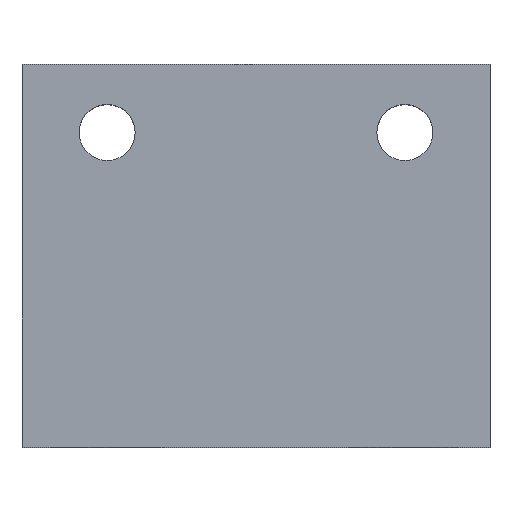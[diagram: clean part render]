
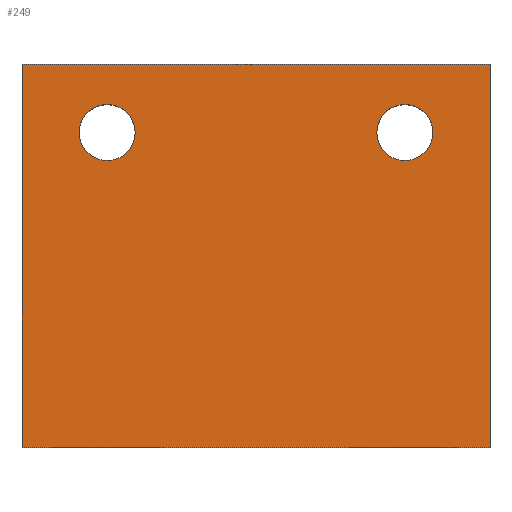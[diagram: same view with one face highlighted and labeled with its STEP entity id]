
A CAD part, top view. The second image highlights one B-rep face of the part: STEP entity #249.
In plain terms, the highlighted planar face has unit normal (0, 0, 1).
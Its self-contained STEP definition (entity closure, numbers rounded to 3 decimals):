
#36=LINE('',#386,#48);
#40=LINE('',#394,#52);
#43=LINE('',#404,#55);
#45=LINE('',#417,#57);
#48=VECTOR('',#311,1000.);
#52=VECTOR('',#317,1000.);
#55=VECTOR('',#326,1000.);
#57=VECTOR('',#342,1000.);
#81=ORIENTED_EDGE('',*,*,#123,.F.);
#82=ORIENTED_EDGE('',*,*,#121,.F.);
#83=ORIENTED_EDGE('',*,*,#111,.T.);
#84=ORIENTED_EDGE('',*,*,#115,.T.);
#85=ORIENTED_EDGE('',*,*,#120,.T.);
#86=ORIENTED_EDGE('',*,*,#126,.T.);
#111=EDGE_CURVE('',#137,#136,#36,.T.);
#115=EDGE_CURVE('',#136,#139,#40,.T.);
#120=EDGE_CURVE('',#139,#143,#43,.T.);
#121=EDGE_CURVE('',#144,#144,#160,.T.);
#123=EDGE_CURVE('',#146,#146,#162,.T.);
#126=EDGE_CURVE('',#143,#137,#45,.T.);
#136=VERTEX_POINT('',#385);
#137=VERTEX_POINT('',#387);
#139=VERTEX_POINT('',#393);
#143=VERTEX_POINT('',#403);
#144=VERTEX_POINT('',#407);
#146=VERTEX_POINT('',#412);
#160=CIRCLE('',#280,3.3);
#162=CIRCLE('',#283,3.3);
#181=EDGE_LOOP('',(#81));
#182=EDGE_LOOP('',(#82));
#183=EDGE_LOOP('',(#83,#84,#85,#86));
#213=FACE_BOUND('',#181,.T.);
#214=FACE_BOUND('',#182,.T.);
#215=FACE_BOUND('',#183,.T.);
#241=PLANE('',#286);
#249=ADVANCED_FACE('',(#213,#214,#215),#241,.T.);
#280=AXIS2_PLACEMENT_3D('',#406,#329,#330);
#283=AXIS2_PLACEMENT_3D('',#411,#335,#336);
#286=AXIS2_PLACEMENT_3D('',#418,#343,#344);
#311=DIRECTION('',(-1.,0.,0.));
#317=DIRECTION('',(0.,-1.,0.));
#326=DIRECTION('',(1.,0.,0.));
#329=DIRECTION('',(0.,0.,1.));
#330=DIRECTION('',(1.,0.,0.));
#335=DIRECTION('',(0.,0.,1.));
#336=DIRECTION('',(1.,0.,0.));
#342=DIRECTION('',(0.,1.,0.));
#343=DIRECTION('',(0.,0.,1.));
#344=DIRECTION('',(1.,0.,0.));
#385=CARTESIAN_POINT('',(-27.5,45.,10.));
#386=CARTESIAN_POINT('',(27.5,45.,10.));
#387=CARTESIAN_POINT('',(27.5,45.,10.));
#393=CARTESIAN_POINT('',(-27.5,0.,10.));
#394=CARTESIAN_POINT('',(-27.5,45.,10.));
#403=CARTESIAN_POINT('',(27.5,0.,10.));
#404=CARTESIAN_POINT('',(-27.5,0.,10.));
#406=CARTESIAN_POINT('',(17.5,37.,10.));
#407=CARTESIAN_POINT('',(20.8,37.,10.));
#411=CARTESIAN_POINT('',(-17.5,37.,10.));
#412=CARTESIAN_POINT('',(-14.2,37.,10.));
#417=CARTESIAN_POINT('',(27.5,0.,10.));
#418=CARTESIAN_POINT('',(0.,0.,10.));
